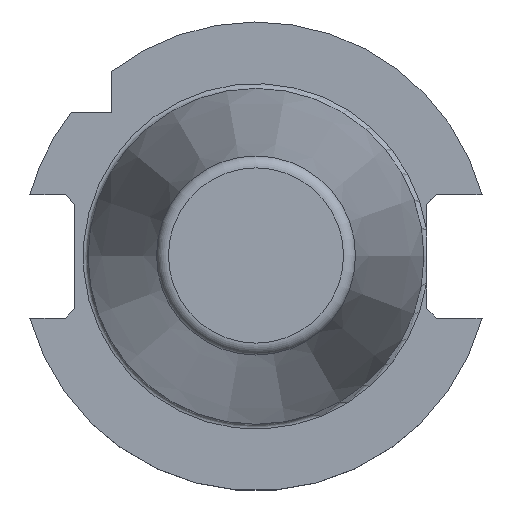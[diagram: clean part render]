
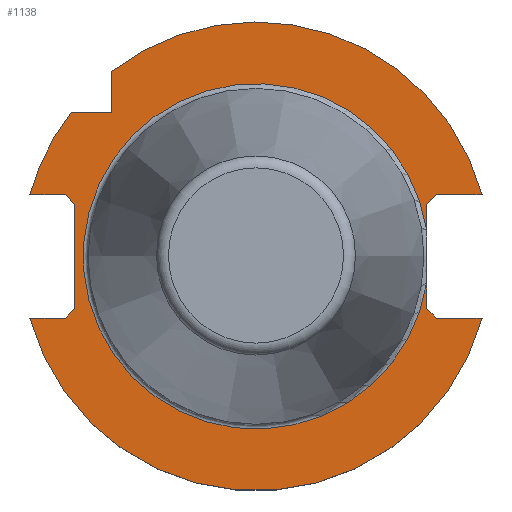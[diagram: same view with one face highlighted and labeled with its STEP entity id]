
A CAD part, top view. The second image highlights one B-rep face of the part: STEP entity #1138.
In plain terms, the highlighted planar face has unit normal (0, 0, 1).
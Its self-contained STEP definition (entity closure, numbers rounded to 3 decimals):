
#41=LINE('',#1779,#123);
#42=LINE('',#1784,#124);
#43=LINE('',#1786,#125);
#44=LINE('',#1788,#126);
#45=LINE('',#1790,#127);
#46=LINE('',#1792,#128);
#47=LINE('',#1793,#129);
#48=LINE('',#1795,#130);
#49=LINE('',#1797,#131);
#50=LINE('',#1798,#132);
#51=LINE('',#1800,#133);
#52=LINE('',#1802,#134);
#53=LINE('',#1803,#135);
#123=VECTOR('',#1418,1000.);
#124=VECTOR('',#1421,1000.);
#125=VECTOR('',#1422,1000.);
#126=VECTOR('',#1423,1000.);
#127=VECTOR('',#1424,1000.);
#128=VECTOR('',#1425,1000.);
#129=VECTOR('',#1426,1000.);
#130=VECTOR('',#1427,1000.);
#131=VECTOR('',#1428,1000.);
#132=VECTOR('',#1429,1000.);
#133=VECTOR('',#1430,1000.);
#134=VECTOR('',#1431,1000.);
#135=VECTOR('',#1432,1000.);
#307=ORIENTED_EDGE('',*,*,#621,.F.);
#308=ORIENTED_EDGE('',*,*,#622,.F.);
#309=ORIENTED_EDGE('',*,*,#623,.T.);
#310=ORIENTED_EDGE('',*,*,#624,.T.);
#311=ORIENTED_EDGE('',*,*,#625,.T.);
#312=ORIENTED_EDGE('',*,*,#626,.T.);
#313=ORIENTED_EDGE('',*,*,#627,.T.);
#314=ORIENTED_EDGE('',*,*,#598,.F.);
#315=ORIENTED_EDGE('',*,*,#628,.T.);
#316=ORIENTED_EDGE('',*,*,#629,.T.);
#317=ORIENTED_EDGE('',*,*,#630,.T.);
#318=ORIENTED_EDGE('',*,*,#601,.T.);
#319=ORIENTED_EDGE('',*,*,#631,.T.);
#320=ORIENTED_EDGE('',*,*,#632,.T.);
#321=ORIENTED_EDGE('',*,*,#633,.T.);
#322=ORIENTED_EDGE('',*,*,#619,.F.);
#323=ORIENTED_EDGE('',*,*,#634,.F.);
#598=EDGE_CURVE('',#757,#758,#866,.T.);
#601=EDGE_CURVE('',#760,#759,#867,.F.);
#619=EDGE_CURVE('',#773,#774,#874,.T.);
#621=EDGE_CURVE('',#775,#776,#41,.T.);
#622=EDGE_CURVE('',#777,#775,#875,.T.);
#623=EDGE_CURVE('',#777,#778,#42,.T.);
#624=EDGE_CURVE('',#778,#779,#43,.T.);
#625=EDGE_CURVE('',#779,#780,#44,.T.);
#626=EDGE_CURVE('',#780,#781,#45,.T.);
#627=EDGE_CURVE('',#781,#758,#46,.T.);
#628=EDGE_CURVE('',#757,#782,#47,.T.);
#629=EDGE_CURVE('',#782,#783,#48,.T.);
#630=EDGE_CURVE('',#783,#760,#49,.T.);
#631=EDGE_CURVE('',#759,#784,#50,.T.);
#632=EDGE_CURVE('',#784,#785,#51,.T.);
#633=EDGE_CURVE('',#785,#774,#52,.T.);
#634=EDGE_CURVE('',#776,#773,#53,.T.);
#757=VERTEX_POINT('',#1714);
#758=VERTEX_POINT('',#1716);
#759=VERTEX_POINT('',#1724);
#760=VERTEX_POINT('',#1725);
#773=VERTEX_POINT('',#1774);
#774=VERTEX_POINT('',#1776);
#775=VERTEX_POINT('',#1780);
#776=VERTEX_POINT('',#1781);
#777=VERTEX_POINT('',#1783);
#778=VERTEX_POINT('',#1785);
#779=VERTEX_POINT('',#1787);
#780=VERTEX_POINT('',#1789);
#781=VERTEX_POINT('',#1791);
#782=VERTEX_POINT('',#1794);
#783=VERTEX_POINT('',#1796);
#784=VERTEX_POINT('',#1799);
#785=VERTEX_POINT('',#1801);
#866=CIRCLE('',#1224,48.75);
#867=CIRCLE('',#1226,35.925);
#874=CIRCLE('',#1239,48.75);
#875=CIRCLE('',#1241,48.75);
#932=EDGE_LOOP('',(#307,#308,#309,#310,#311,#312,#313,#314,#315,#316,#317,
#318,#319,#320,#321,#322,#323));
#1021=FACE_BOUND('',#932,.T.);
#1094=PLANE('',#1240);
#1138=ADVANCED_FACE('',(#1021),#1094,.T.);
#1224=AXIS2_PLACEMENT_3D('',#1715,#1375,#1376);
#1226=AXIS2_PLACEMENT_3D('',#1726,#1380,#1381);
#1239=AXIS2_PLACEMENT_3D('',#1775,#1413,#1414);
#1240=AXIS2_PLACEMENT_3D('',#1778,#1416,#1417);
#1241=AXIS2_PLACEMENT_3D('',#1782,#1419,#1420);
#1375=DIRECTION('',(0.,0.,-1.));
#1376=DIRECTION('',(-1.,0.,0.));
#1380=DIRECTION('',(0.,0.,1.));
#1381=DIRECTION('',(1.,0.,0.));
#1413=DIRECTION('',(0.,0.,-1.));
#1414=DIRECTION('',(-1.,0.,0.));
#1416=DIRECTION('',(0.,0.,1.));
#1417=DIRECTION('',(1.,0.,0.));
#1418=DIRECTION('',(1.,0.,0.));
#1419=DIRECTION('',(0.,0.,-1.));
#1420=DIRECTION('',(-1.,0.,0.));
#1421=DIRECTION('',(1.,0.,0.));
#1422=DIRECTION('',(0.707,-0.707,0.));
#1423=DIRECTION('',(0.,-1.,0.));
#1424=DIRECTION('',(-0.707,-0.707,0.));
#1425=DIRECTION('',(-1.,0.,0.));
#1426=DIRECTION('',(-1.,0.,0.));
#1427=DIRECTION('',(-0.707,0.707,0.));
#1428=DIRECTION('',(0.,1.,0.));
#1429=DIRECTION('',(0.,1.,0.));
#1430=DIRECTION('',(0.707,0.707,0.));
#1431=DIRECTION('',(1.,0.,0.));
#1432=DIRECTION('',(0.,1.,0.));
#1714=CARTESIAN_POINT('',(47.026,-12.85,-3.2));
#1715=CARTESIAN_POINT('',(0.,0.,-3.2));
#1716=CARTESIAN_POINT('',(-47.026,-12.85,-3.2));
#1724=CARTESIAN_POINT('',(35.5,5.51,-3.2));
#1725=CARTESIAN_POINT('',(35.5,-5.51,-3.2));
#1726=CARTESIAN_POINT('',(0.,0.,-3.2));
#1774=CARTESIAN_POINT('',(-30.,38.426,-3.2));
#1775=CARTESIAN_POINT('',(0.,0.,-3.2));
#1776=CARTESIAN_POINT('',(47.026,12.85,-3.2));
#1778=CARTESIAN_POINT('',(-34.925,0.,-3.2));
#1779=CARTESIAN_POINT('',(-34.925,30.,-3.2));
#1780=CARTESIAN_POINT('',(-38.426,30.,-3.2));
#1781=CARTESIAN_POINT('',(-30.,30.,-3.2));
#1782=CARTESIAN_POINT('',(0.,0.,-3.2));
#1783=CARTESIAN_POINT('',(-47.026,12.85,-3.2));
#1784=CARTESIAN_POINT('',(-34.925,12.85,-3.2));
#1785=CARTESIAN_POINT('',(-39.7,12.85,-3.2));
#1786=CARTESIAN_POINT('',(-30.888,4.038,-3.2));
#1787=CARTESIAN_POINT('',(-37.7,10.85,-3.2));
#1788=CARTESIAN_POINT('',(-37.7,0.,-3.2));
#1789=CARTESIAN_POINT('',(-37.7,-10.85,-3.2));
#1790=CARTESIAN_POINT('',(-30.888,-4.038,-3.2));
#1791=CARTESIAN_POINT('',(-39.7,-12.85,-3.2));
#1792=CARTESIAN_POINT('',(-34.925,-12.85,-3.2));
#1793=CARTESIAN_POINT('',(-34.925,-12.85,-3.2));
#1794=CARTESIAN_POINT('',(37.5,-12.85,-3.2));
#1795=CARTESIAN_POINT('',(-5.138,29.787,-3.2));
#1796=CARTESIAN_POINT('',(35.5,-10.85,-3.2));
#1797=CARTESIAN_POINT('',(35.5,0.,-3.2));
#1798=CARTESIAN_POINT('',(35.5,0.,-3.2));
#1799=CARTESIAN_POINT('',(35.5,10.85,-3.2));
#1800=CARTESIAN_POINT('',(-5.138,-29.787,-3.2));
#1801=CARTESIAN_POINT('',(37.5,12.85,-3.2));
#1802=CARTESIAN_POINT('',(-34.925,12.85,-3.2));
#1803=CARTESIAN_POINT('',(-30.,0.,-3.2));
